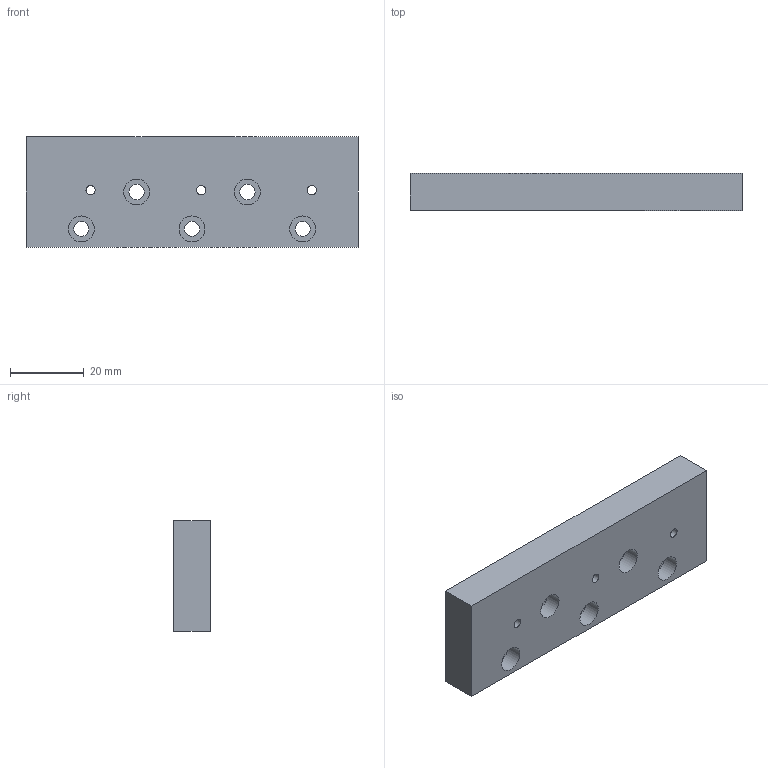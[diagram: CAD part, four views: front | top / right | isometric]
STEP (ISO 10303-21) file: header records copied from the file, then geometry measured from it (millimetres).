
FILE_DESCRIPTION((''),'2;1');
FILE_NAME('AgarMouldBottomV3.stp','2016-01-06T15:36:06',('120pa'),(''),'Autodesk Inventor 2013','Autodesk Inventor 2013','');
FILE_SCHEMA(('AUTOMOTIVE_DESIGN { 1 0 10303 214 1 1 1 1 }'));
Length unit declared in the file: millimetre
Products named in the file (1): AgarMouldBottomV3
Bounding box: 90 x 10 x 30 mm (x, y, z)
Volume: 25616.6 mm3; surface area: 8724 mm2
Topology: 1 solids, 1 shells, 24 faces, 51 edges, 34 vertices
Faces by surface type: cylinder 13, plane 11
Full cylindrical faces by diameter (mm): 2.5 x3, 4.1 x3, 4.2 x2, 7 x5
Entity records: 654 total; most frequent: DIRECTION 114, CARTESIAN_POINT 97, ORIENTED_EDGE 76, EDGE_LOOP 58, AXIS2_PLACEMENT_3D 51, EDGE_CURVE 38, VERTEX_POINT 34, FACE_BOUND 34
